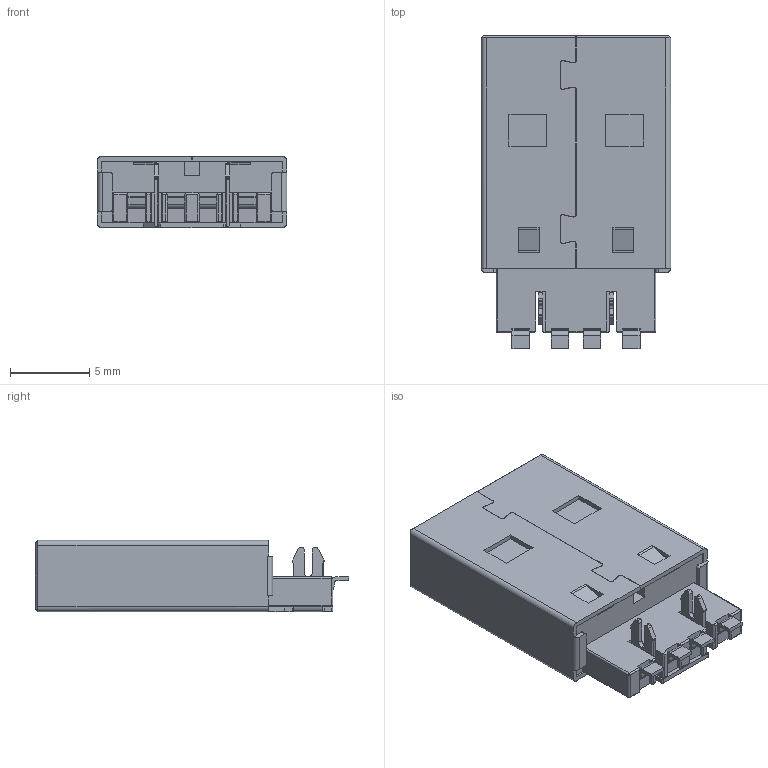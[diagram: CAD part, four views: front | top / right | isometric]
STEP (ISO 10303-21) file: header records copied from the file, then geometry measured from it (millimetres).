
FILE_DESCRIPTION(('STEP AP242'),'1');
FILE_NAME('629004113921.stp','2022-03-04T12:51:54',('TraceParts'),('TraceParts S.A.'),'Spatial InterOp 3D',' ',' ');
FILE_SCHEMA(('AP242_MANAGED_MODEL_BASED_3D_ENGINEERING_MIM_LF {1 0 10303 442 1 1 4}'));
Length unit declared in the file: millimetre
Products named in the file (1): 629004113921_1
Bounding box: 12 x 19.8 x 4.5 mm (x, y, z)
Volume: 636.9 mm3; surface area: 2008.1 mm2
Topology: 6 solids, 6 shells, 588 faces, 1630 edges, 1052 vertices
Faces by surface type: plane 414, cylinder 170, sphere 4
Entity records: 23472 total; most frequent: CARTESIAN_POINT 3434, ORIENTED_EDGE 3252, DIRECTION 3130, EDGE_CURVE 1626, LINE 1286, VECTOR 1286, VERTEX_POINT 1052, AXIS2_PLACEMENT_3D 922
